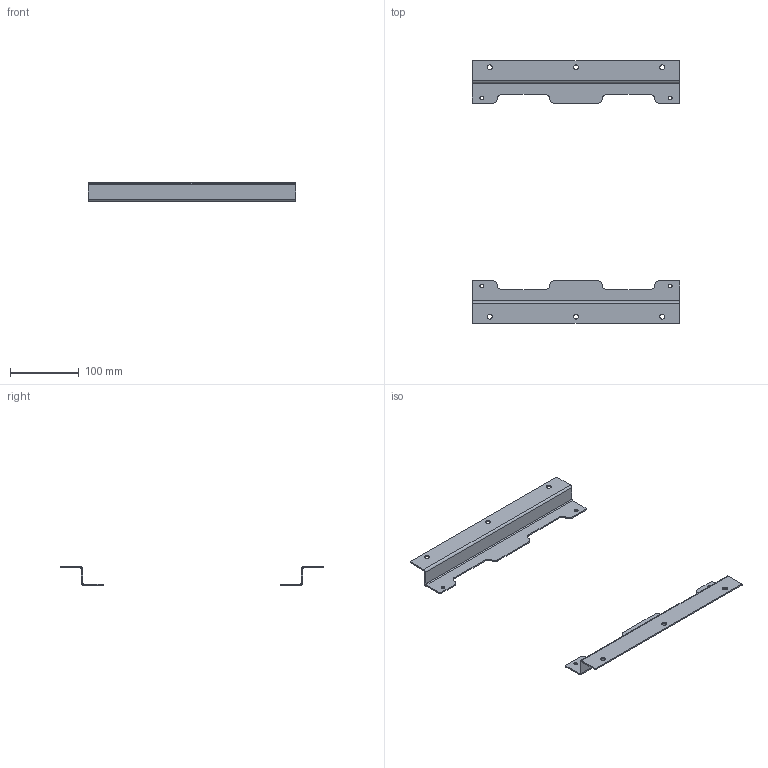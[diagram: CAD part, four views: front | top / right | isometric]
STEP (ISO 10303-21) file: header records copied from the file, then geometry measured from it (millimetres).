
FILE_DESCRIPTION (( 'STEP AP203' ), '1' );
FILE_NAME ('SCE-ELFM12H.step', '2021-02-09T22:14:55', ( 'ADC123' ), ( 'Microsoft' ), 'SwSTEP 2.0', 'SolidWorks 2019', '' );
FILE_SCHEMA (( 'CONFIG_CONTROL_DESIGN' ));
Length unit declared in the file: inch
Products named in the file (1): SCE-ELFM12H
Bounding box: 300.99 x 381 x 27.25 mm (x, y, z)
Volume: 89517.7 mm3; surface area: 97417.8 mm2
Topology: 2 solids, 2 shells, 78 faces, 222 edges, 148 vertices
Faces by surface type: cylinder 42, plane 36
Full cylindrical faces by diameter (mm): 5.537 x4, 7.137 x6
Entity records: 2637 total; most frequent: DIRECTION 454, CARTESIAN_POINT 439, ORIENTED_EDGE 424, EDGE_CURVE 212, AXIS2_PLACEMENT_3D 163, VERTEX_POINT 148, LINE 128, VECTOR 128
